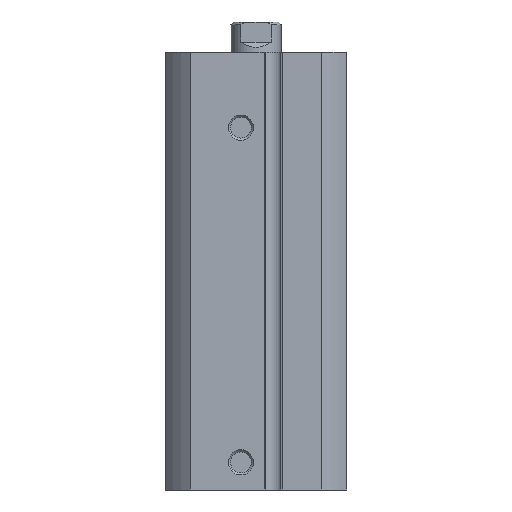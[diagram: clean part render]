
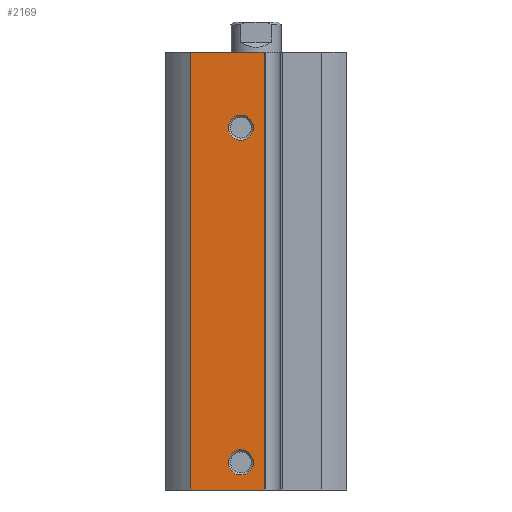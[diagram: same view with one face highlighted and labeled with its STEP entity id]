
A CAD part, left-side view. The second image highlights one B-rep face of the part: STEP entity #2169.
In plain terms, the highlighted planar face has unit normal (-1, 0, 0).
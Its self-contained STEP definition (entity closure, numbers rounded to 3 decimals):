
#59=LINE('',#3394,#205);
#60=LINE('',#3397,#206);
#61=LINE('',#3399,#207);
#62=LINE('',#3401,#208);
#205=VECTOR('',#2662,1000.);
#206=VECTOR('',#2663,1000.);
#207=VECTOR('',#2664,1000.);
#208=VECTOR('',#2665,1000.);
#351=PLANE('',#2347);
#419=ORIENTED_EDGE('',*,*,#1017,.T.);
#420=ORIENTED_EDGE('',*,*,#1018,.T.);
#421=ORIENTED_EDGE('',*,*,#1019,.F.);
#422=ORIENTED_EDGE('',*,*,#1020,.F.);
#423=ORIENTED_EDGE('',*,*,#1021,.T.);
#424=ORIENTED_EDGE('',*,*,#1022,.T.);
#1017=EDGE_CURVE('',#1316,#1316,#1537,.T.);
#1018=EDGE_CURVE('',#1317,#1317,#1538,.T.);
#1019=EDGE_CURVE('',#1318,#1319,#59,.T.);
#1020=EDGE_CURVE('',#1320,#1318,#60,.T.);
#1021=EDGE_CURVE('',#1320,#1321,#61,.T.);
#1022=EDGE_CURVE('',#1321,#1319,#62,.T.);
#1316=VERTEX_POINT('',#3391);
#1317=VERTEX_POINT('',#3393);
#1318=VERTEX_POINT('',#3395);
#1319=VERTEX_POINT('',#3396);
#1320=VERTEX_POINT('',#3398);
#1321=VERTEX_POINT('',#3400);
#1537=CIRCLE('',#2348,2.5);
#1538=CIRCLE('',#2349,2.5);
#1684=EDGE_LOOP('',(#419));
#1685=EDGE_LOOP('',(#420));
#1686=EDGE_LOOP('',(#421,#422,#423,#424));
#1898=FACE_BOUND('',#1684,.T.);
#1899=FACE_BOUND('',#1685,.T.);
#1900=FACE_BOUND('',#1686,.T.);
#2169=ADVANCED_FACE('',(#1898,#1899,#1900),#351,.T.);
#2347=AXIS2_PLACEMENT_3D('',#3389,#2656,#2657);
#2348=AXIS2_PLACEMENT_3D('',#3390,#2658,#2659);
#2349=AXIS2_PLACEMENT_3D('',#3392,#2660,#2661);
#2656=DIRECTION('',(-1.,0.,0.));
#2657=DIRECTION('',(0.,0.,1.));
#2658=DIRECTION('',(1.,0.,0.));
#2659=DIRECTION('',(0.,0.,-1.));
#2660=DIRECTION('',(1.,0.,0.));
#2661=DIRECTION('',(0.,0.,-1.));
#2662=DIRECTION('',(0.,-1.,0.));
#2663=DIRECTION('',(0.,0.,1.));
#2664=DIRECTION('',(0.,-1.,0.));
#2665=DIRECTION('',(0.,0.,1.));
#3389=CARTESIAN_POINT('',(-18.,13.079,-87.));
#3390=CARTESIAN_POINT('',(-18.,3.,-81.5));
#3391=CARTESIAN_POINT('',(-18.,3.,-84.));
#3392=CARTESIAN_POINT('',(-18.,3.,-15.));
#3393=CARTESIAN_POINT('',(-18.,3.,-17.5));
#3394=CARTESIAN_POINT('',(-18.,13.079,0.));
#3395=CARTESIAN_POINT('',(-18.,13.079,0.));
#3396=CARTESIAN_POINT('',(-18.,-1.6,0.));
#3397=CARTESIAN_POINT('',(-18.,13.079,-87.));
#3398=CARTESIAN_POINT('',(-18.,13.079,-87.));
#3399=CARTESIAN_POINT('',(-18.,13.079,-87.));
#3400=CARTESIAN_POINT('',(-18.,-1.6,-87.));
#3401=CARTESIAN_POINT('',(-18.,-1.6,-87.));
